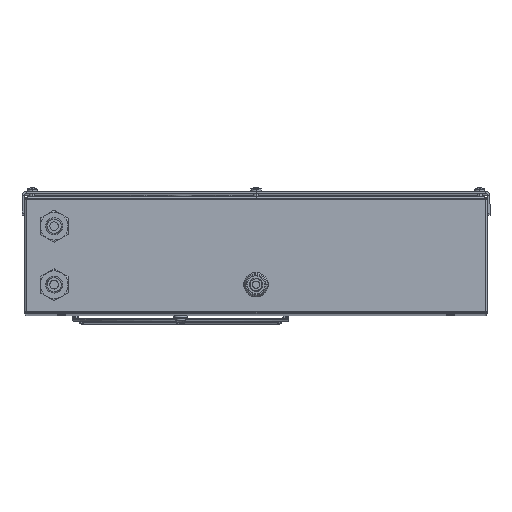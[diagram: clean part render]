
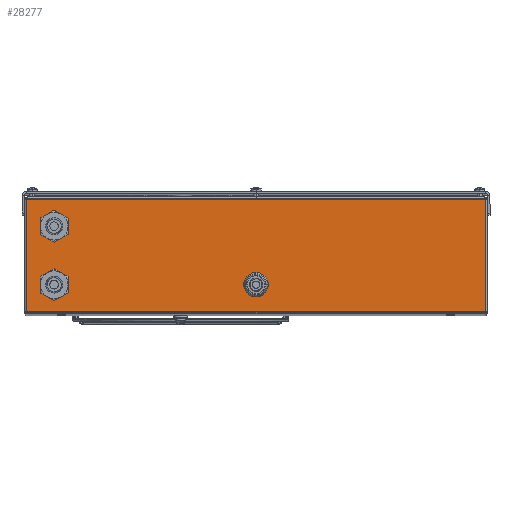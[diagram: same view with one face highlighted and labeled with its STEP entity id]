
A CAD part, top view. The second image highlights one B-rep face of the part: STEP entity #28277.
In plain terms, the highlighted planar face has unit normal (0, 0, 1).
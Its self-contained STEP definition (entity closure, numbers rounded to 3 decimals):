
#955 = DIRECTION ( 'NONE',  ( 0., -1., 0. ) ) ;
#1225 = CARTESIAN_POINT ( 'NONE',  ( 20., 60., 0. ) ) ;
#1487 = DIRECTION ( 'NONE',  ( 0., 0., 1. ) ) ;
#1707 = ORIENTED_EDGE ( 'NONE', *, *, #22437, .F. ) ;
#1839 = EDGE_LOOP ( 'NONE', ( #33750, #3941 ) ) ;
#2306 = EDGE_LOOP ( 'NONE', ( #8539, #1707 ) ) ;
#2469 = DIRECTION ( 'NONE',  ( 0., -1., 0. ) ) ;
#2605 = EDGE_CURVE ( 'NONE', #20971, #3997, #24419, .T. ) ;
#2609 = VERTEX_POINT ( 'NONE', #13968 ) ;
#2627 = AXIS2_PLACEMENT_3D ( 'NONE', #31547, #10655, #31905 ) ;
#2895 = EDGE_CURVE ( 'NONE', #11998, #24742, #24381, .T. ) ;
#3159 = CIRCLE ( 'NONE', #19594, 7.5 ) ;
#3691 = DIRECTION ( 'NONE',  ( -1., 0., 0. ) ) ;
#3941 = ORIENTED_EDGE ( 'NONE', *, *, #34114, .F. ) ;
#3972 = VERTEX_POINT ( 'NONE', #27653 ) ;
#3997 = VERTEX_POINT ( 'NONE', #32136 ) ;
#4572 = CIRCLE ( 'NONE', #32902, 8.375 ) ;
#4749 = AXIS2_PLACEMENT_3D ( 'NONE', #15779, #5192, #11379 ) ;
#5063 = DIRECTION ( 'NONE',  ( 0., 0., 1. ) ) ;
#5192 = DIRECTION ( 'NONE',  ( 0., 0., 1. ) ) ;
#5490 = EDGE_LOOP ( 'NONE', ( #25184, #12698 ) ) ;
#6457 = CARTESIAN_POINT ( 'NONE',  ( 158., 20., 0. ) ) ;
#6459 = CARTESIAN_POINT ( 'NONE',  ( 1.071, 2., 0. ) ) ;
#6809 = FACE_BOUND ( 'NONE', #2306, .T. ) ;
#8209 = EDGE_CURVE ( 'NONE', #2609, #28586, #28918, .T. ) ;
#8283 = EDGE_LOOP ( 'NONE', ( #17027, #30835, #31752, #28640 ) ) ;
#8539 = ORIENTED_EDGE ( 'NONE', *, *, #16061, .F. ) ;
#8547 = CARTESIAN_POINT ( 'NONE',  ( 316., 2., 0. ) ) ;
#8975 = DIRECTION ( 'NONE',  ( 0., 0., 1. ) ) ;
#9690 = PLANE ( 'NONE',  #27215 ) ;
#9809 = CARTESIAN_POINT ( 'NONE',  ( 316., 1., 0. ) ) ;
#10551 = FACE_BOUND ( 'NONE', #1839, .T. ) ;
#10580 = VECTOR ( 'NONE', #13660, 1000. ) ;
#10655 = DIRECTION ( 'NONE',  ( 0., 0., 1. ) ) ;
#11379 = DIRECTION ( 'NONE',  ( 1., 0., 0. ) ) ;
#11760 = DIRECTION ( 'NONE',  ( 0., 0., 1. ) ) ;
#11998 = VERTEX_POINT ( 'NONE', #31835 ) ;
#12698 = ORIENTED_EDGE ( 'NONE', *, *, #17013, .F. ) ;
#13576 = AXIS2_PLACEMENT_3D ( 'NONE', #27546, #11760, #22109 ) ;
#13660 = DIRECTION ( 'NONE',  ( 1., 0., 0. ) ) ;
#13968 = CARTESIAN_POINT ( 'NONE',  ( 27.5, 20., 0. ) ) ;
#14361 = CARTESIAN_POINT ( 'NONE',  ( 314.929, 78., 0. ) ) ;
#14838 = EDGE_CURVE ( 'NONE', #21339, #11998, #24405, .T. ) ;
#15779 = CARTESIAN_POINT ( 'NONE',  ( 20., 20., 0. ) ) ;
#16061 = EDGE_CURVE ( 'NONE', #3972, #32985, #3159, .T. ) ;
#16382 = CARTESIAN_POINT ( 'NONE',  ( 12.5, 20., 0. ) ) ;
#16853 = DIRECTION ( 'NONE',  ( 0., 0., 1. ) ) ;
#16891 = DIRECTION ( 'NONE',  ( 1., 0., 0. ) ) ;
#17013 = EDGE_CURVE ( 'NONE', #28586, #2609, #34203, .T. ) ;
#17027 = ORIENTED_EDGE ( 'NONE', *, *, #25388, .F. ) ;
#17377 = VECTOR ( 'NONE', #2469, 1000. ) ;
#17397 = CARTESIAN_POINT ( 'NONE',  ( 314.929, 1., 0. ) ) ;
#17657 = FACE_BOUND ( 'NONE', #5490, .T. ) ;
#18313 = CARTESIAN_POINT ( 'NONE',  ( 20., 20., 0. ) ) ;
#18702 = CARTESIAN_POINT ( 'NONE',  ( 1.071, 1., 0. ) ) ;
#19594 = AXIS2_PLACEMENT_3D ( 'NONE', #1225, #8975, #16891 ) ;
#20699 = VECTOR ( 'NONE', #3691, 1000. ) ;
#20971 = VERTEX_POINT ( 'NONE', #22174 ) ;
#21160 = LINE ( 'NONE', #17397, #31134 ) ;
#21339 = VERTEX_POINT ( 'NONE', #29572 ) ;
#21360 = CARTESIAN_POINT ( 'NONE',  ( 12.5, 60., 0. ) ) ;
#22109 = DIRECTION ( 'NONE',  ( 0., -1., 0. ) ) ;
#22174 = CARTESIAN_POINT ( 'NONE',  ( 166.375, 20., 0. ) ) ;
#22248 = LINE ( 'NONE', #8547, #10580 ) ;
#22437 = EDGE_CURVE ( 'NONE', #32985, #3972, #28036, .T. ) ;
#23665 = DIRECTION ( 'NONE',  ( 1., 0., 0. ) ) ;
#24381 = LINE ( 'NONE', #18702, #17377 ) ;
#24405 = LINE ( 'NONE', #14361, #20699 ) ;
#24419 = CIRCLE ( 'NONE', #13576, 8.375 ) ;
#24742 = VERTEX_POINT ( 'NONE', #6459 ) ;
#25184 = ORIENTED_EDGE ( 'NONE', *, *, #8209, .F. ) ;
#25349 = DIRECTION ( 'NONE',  ( 0., -1., 0. ) ) ;
#25388 = EDGE_CURVE ( 'NONE', #21339, #33755, #21160, .T. ) ;
#26338 = FACE_OUTER_BOUND ( 'NONE', #8283, .T. ) ;
#27215 = AXIS2_PLACEMENT_3D ( 'NONE', #9809, #1487, #28268 ) ;
#27546 = CARTESIAN_POINT ( 'NONE',  ( 158., 20., 0. ) ) ;
#27653 = CARTESIAN_POINT ( 'NONE',  ( 27.5, 60., 0. ) ) ;
#28036 = CIRCLE ( 'NONE', #2627, 7.5 ) ;
#28056 = EDGE_CURVE ( 'NONE', #24742, #33755, #22248, .T. ) ;
#28268 = DIRECTION ( 'NONE',  ( 0., -1., 0. ) ) ;
#28277 = ADVANCED_FACE ( 'NONE', ( #10551, #6809, #17657, #26338 ), #9690, .T. ) ;
#28586 = VERTEX_POINT ( 'NONE', #16382 ) ;
#28640 = ORIENTED_EDGE ( 'NONE', *, *, #28056, .T. ) ;
#28918 = CIRCLE ( 'NONE', #4749, 7.5 ) ;
#29572 = CARTESIAN_POINT ( 'NONE',  ( 314.929, 78., 0. ) ) ;
#30263 = AXIS2_PLACEMENT_3D ( 'NONE', #18313, #5063, #23665 ) ;
#30364 = CARTESIAN_POINT ( 'NONE',  ( 314.929, 2., 0. ) ) ;
#30835 = ORIENTED_EDGE ( 'NONE', *, *, #14838, .T. ) ;
#31134 = VECTOR ( 'NONE', #25349, 1000. ) ;
#31547 = CARTESIAN_POINT ( 'NONE',  ( 20., 60., 0. ) ) ;
#31752 = ORIENTED_EDGE ( 'NONE', *, *, #2895, .T. ) ;
#31835 = CARTESIAN_POINT ( 'NONE',  ( 1.071, 78., 0. ) ) ;
#31905 = DIRECTION ( 'NONE',  ( 1., 0., 0. ) ) ;
#32136 = CARTESIAN_POINT ( 'NONE',  ( 149.625, 20., 0. ) ) ;
#32902 = AXIS2_PLACEMENT_3D ( 'NONE', #6457, #16853, #955 ) ;
#32985 = VERTEX_POINT ( 'NONE', #21360 ) ;
#33750 = ORIENTED_EDGE ( 'NONE', *, *, #2605, .F. ) ;
#33755 = VERTEX_POINT ( 'NONE', #30364 ) ;
#34114 = EDGE_CURVE ( 'NONE', #3997, #20971, #4572, .T. ) ;
#34203 = CIRCLE ( 'NONE', #30263, 7.5 ) ;
